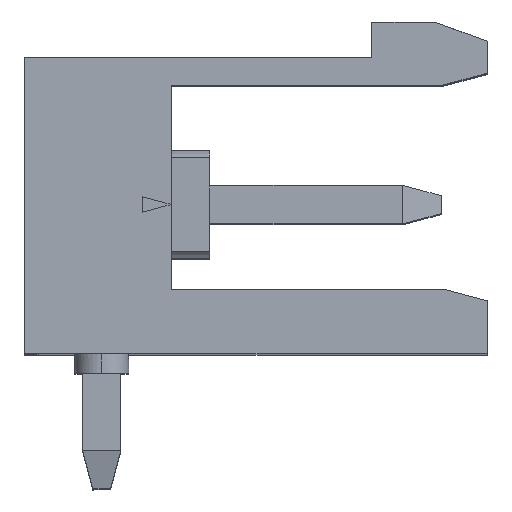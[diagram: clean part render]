
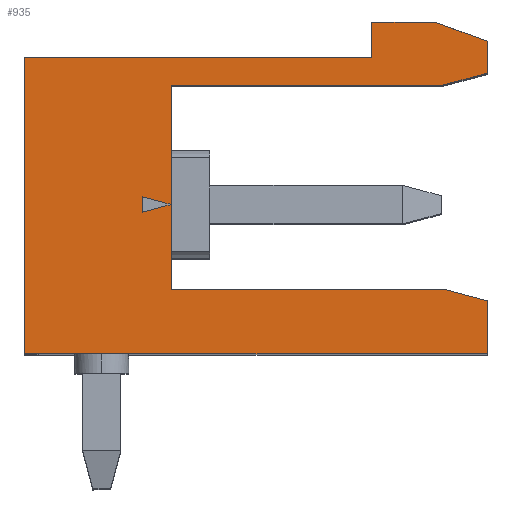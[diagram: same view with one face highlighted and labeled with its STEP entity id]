
A CAD part, top view. The second image highlights one B-rep face of the part: STEP entity #935.
In plain terms, the highlighted planar face has unit normal (0, 0, 1).
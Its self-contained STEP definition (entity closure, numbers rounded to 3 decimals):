
#11 = CARTESIAN_POINT ( 'NONE',  ( 0., 0., 0. ) ) ;
#28 = VECTOR ( 'NONE', #7946, 1000. ) ;
#178 = AXIS2_PLACEMENT_3D ( 'NONE', #6692, #5309, #6004 ) ;
#254 = VERTEX_POINT ( 'NONE', #2563 ) ;
#264 = ORIENTED_EDGE ( 'NONE', *, *, #7251, .F. ) ;
#321 = VERTEX_POINT ( 'NONE', #5986 ) ;
#352 = CARTESIAN_POINT ( 'NONE',  ( -36.627, 6.963, 0. ) ) ;
#369 = LINE ( 'NONE', #3727, #7510 ) ;
#478 = VERTEX_POINT ( 'NONE', #2687 ) ;
#529 = ORIENTED_EDGE ( 'NONE', *, *, #2782, .F. ) ;
#566 = PLANE ( 'NONE',  #178 ) ;
#698 = CARTESIAN_POINT ( 'NONE',  ( 3.05, 4.071, 0. ) ) ;
#718 = ORIENTED_EDGE ( 'NONE', *, *, #4134, .T. ) ;
#760 = CARTESIAN_POINT ( 'NONE',  ( 12., -37.773, 0. ) ) ;
#841 = ORIENTED_EDGE ( 'NONE', *, *, #1963, .T. ) ;
#867 = EDGE_CURVE ( 'NONE', #1684, #4866, #8565, .T. ) ;
#877 = VECTOR ( 'NONE', #4917, 1000. ) ;
#894 = VERTEX_POINT ( 'NONE', #2339 ) ;
#914 = CARTESIAN_POINT ( 'NONE',  ( 11.313, 8.35, 0. ) ) ;
#935 = ADVANCED_FACE ( 'NONE', ( #6183, #4343 ), #566, .T. ) ;
#1035 = VERTEX_POINT ( 'NONE', #7857 ) ;
#1060 = VECTOR ( 'NONE', #4755, 1000. ) ;
#1068 = LINE ( 'NONE', #4948, #7972 ) ;
#1087 = EDGE_CURVE ( 'NONE', #1035, #8507, #2405, .T. ) ;
#1246 = VECTOR ( 'NONE', #6973, 1000. ) ;
#1290 = VECTOR ( 'NONE', #7933, 1000. ) ;
#1381 = ORIENTED_EDGE ( 'NONE', *, *, #7153, .F. ) ;
#1590 = VECTOR ( 'NONE', #5684, 1000. ) ;
#1684 = VERTEX_POINT ( 'NONE', #5515 ) ;
#1691 = VECTOR ( 'NONE', #4360, 1000. ) ;
#1706 = EDGE_CURVE ( 'NONE', #3749, #4866, #6373, .T. ) ;
#1963 = EDGE_CURVE ( 'NONE', #6852, #894, #8123, .T. ) ;
#2074 = CARTESIAN_POINT ( 'NONE',  ( 9., 7.67, 0. ) ) ;
#2104 = VECTOR ( 'NONE', #5806, 1000. ) ;
#2327 = DIRECTION ( 'NONE',  ( 0., 1., 0. ) ) ;
#2339 = CARTESIAN_POINT ( 'NONE',  ( 3.8, 1.67, 0. ) ) ;
#2405 = LINE ( 'NONE', #8458, #4224 ) ;
#2563 = CARTESIAN_POINT ( 'NONE',  ( 9., 8.6, 0. ) ) ;
#2625 = VECTOR ( 'NONE', #7700, 1000. ) ;
#2687 = CARTESIAN_POINT ( 'NONE',  ( 3.8, 3.87, 0. ) ) ;
#2782 = EDGE_CURVE ( 'NONE', #3199, #321, #8891, .T. ) ;
#2905 = LINE ( 'NONE', #8880, #1060 ) ;
#2912 = VERTEX_POINT ( 'NONE', #7655 ) ;
#3067 = VECTOR ( 'NONE', #7145, 1000. ) ;
#3079 = LINE ( 'NONE', #760, #1246 ) ;
#3131 = CARTESIAN_POINT ( 'NONE',  ( 12., 1.37, 0. ) ) ;
#3143 = CARTESIAN_POINT ( 'NONE',  ( 3.8, -37.773, 0. ) ) ;
#3199 = VERTEX_POINT ( 'NONE', #3291 ) ;
#3291 = CARTESIAN_POINT ( 'NONE',  ( 10.626, 8.6, 0. ) ) ;
#3303 = DIRECTION ( 'NONE',  ( -0.966, -0.259, 0. ) ) ;
#3325 = CARTESIAN_POINT ( 'NONE',  ( 3.8, 3.87, 0. ) ) ;
#3438 = VECTOR ( 'NONE', #2327, 1000. ) ;
#3440 = ORIENTED_EDGE ( 'NONE', *, *, #4548, .F. ) ;
#3649 = VERTEX_POINT ( 'NONE', #11 ) ;
#3727 = CARTESIAN_POINT ( 'NONE',  ( 1.5, 0., 0. ) ) ;
#3730 = LINE ( 'NONE', #3143, #28 ) ;
#3749 = VERTEX_POINT ( 'NONE', #4373 ) ;
#3852 = ORIENTED_EDGE ( 'NONE', *, *, #1087, .T. ) ;
#3890 = EDGE_CURVE ( 'NONE', #2912, #6852, #6557, .T. ) ;
#3949 = LINE ( 'NONE', #3325, #7394 ) ;
#3978 = ORIENTED_EDGE ( 'NONE', *, *, #867, .T. ) ;
#4134 = EDGE_CURVE ( 'NONE', #8507, #478, #2905, .T. ) ;
#4224 = VECTOR ( 'NONE', #4272, 1000. ) ;
#4245 = ORIENTED_EDGE ( 'NONE', *, *, #5993, .T. ) ;
#4272 = DIRECTION ( 'NONE',  ( 0., 1., 0. ) ) ;
#4343 = FACE_OUTER_BOUND ( 'NONE', #4413, .T. ) ;
#4360 = DIRECTION ( 'NONE',  ( 1., 0., 0. ) ) ;
#4373 = CARTESIAN_POINT ( 'NONE',  ( 12., 7.275, 0. ) ) ;
#4413 = EDGE_LOOP ( 'NONE', ( #4762, #841, #4578, #3978, #8214, #8575, #529, #1381, #7290, #4245, #3440, #264, #7377 ) ) ;
#4538 = EDGE_LOOP ( 'NONE', ( #3852, #718, #7924 ) ) ;
#4548 = EDGE_CURVE ( 'NONE', #3649, #6386, #7596, .T. ) ;
#4578 = ORIENTED_EDGE ( 'NONE', *, *, #8319, .T. ) ;
#4755 = DIRECTION ( 'NONE',  ( 0.966, -0.259, 0. ) ) ;
#4762 = ORIENTED_EDGE ( 'NONE', *, *, #3890, .T. ) ;
#4866 = VERTEX_POINT ( 'NONE', #5402 ) ;
#4917 = DIRECTION ( 'NONE',  ( -0.966, -0.259, 0. ) ) ;
#4948 = CARTESIAN_POINT ( 'NONE',  ( 9., 8.6, 0. ) ) ;
#5004 = CARTESIAN_POINT ( 'NONE',  ( -36.627, 7.67, 0. ) ) ;
#5127 = CARTESIAN_POINT ( 'NONE',  ( 0., 6.8, 0. ) ) ;
#5212 = VECTOR ( 'NONE', #5727, 1000. ) ;
#5309 = DIRECTION ( 'NONE',  ( 0., 0., 1. ) ) ;
#5402 = CARTESIAN_POINT ( 'NONE',  ( 10.837, 6.963, 0. ) ) ;
#5485 = CARTESIAN_POINT ( 'NONE',  ( 10.842, 6.965, 0. ) ) ;
#5515 = CARTESIAN_POINT ( 'NONE',  ( 3.8, 6.963, 0. ) ) ;
#5628 = DIRECTION ( 'NONE',  ( 0., 1., 0. ) ) ;
#5684 = DIRECTION ( 'NONE',  ( -1., 0., 0. ) ) ;
#5727 = DIRECTION ( 'NONE',  ( 0.94, -0.342, 0. ) ) ;
#5806 = DIRECTION ( 'NONE',  ( 0., 1., 0. ) ) ;
#5918 = EDGE_CURVE ( 'NONE', #6663, #254, #1068, .T. ) ;
#5986 = CARTESIAN_POINT ( 'NONE',  ( 12., 8.1, 0. ) ) ;
#5993 = EDGE_CURVE ( 'NONE', #6663, #6386, #7093, .T. ) ;
#6004 = DIRECTION ( 'NONE',  ( 1., 0., 0. ) ) ;
#6183 = FACE_BOUND ( 'NONE', #4538, .T. ) ;
#6373 = LINE ( 'NONE', #5485, #877 ) ;
#6386 = VERTEX_POINT ( 'NONE', #8699 ) ;
#6557 = LINE ( 'NONE', #3131, #1290 ) ;
#6663 = VERTEX_POINT ( 'NONE', #2074 ) ;
#6692 = CARTESIAN_POINT ( 'NONE',  ( -36.627, -37.773, 0. ) ) ;
#6852 = VERTEX_POINT ( 'NONE', #7046 ) ;
#6973 = DIRECTION ( 'NONE',  ( 0., 1., 0. ) ) ;
#7017 = CARTESIAN_POINT ( 'NONE',  ( -36.627, 1.67, 0. ) ) ;
#7046 = CARTESIAN_POINT ( 'NONE',  ( 10.88, 1.67, 0. ) ) ;
#7093 = LINE ( 'NONE', #5004, #1590 ) ;
#7145 = DIRECTION ( 'NONE',  ( 1., 0., 0. ) ) ;
#7153 = EDGE_CURVE ( 'NONE', #254, #3199, #8836, .T. ) ;
#7251 = EDGE_CURVE ( 'NONE', #8203, #3649, #369, .T. ) ;
#7290 = ORIENTED_EDGE ( 'NONE', *, *, #5918, .F. ) ;
#7377 = ORIENTED_EDGE ( 'NONE', *, *, #7923, .T. ) ;
#7394 = VECTOR ( 'NONE', #3303, 1000. ) ;
#7510 = VECTOR ( 'NONE', #7887, 1000. ) ;
#7596 = LINE ( 'NONE', #5127, #2104 ) ;
#7610 = EDGE_CURVE ( 'NONE', #478, #1035, #3949, .T. ) ;
#7655 = CARTESIAN_POINT ( 'NONE',  ( 12., 1.37, 0. ) ) ;
#7700 = DIRECTION ( 'NONE',  ( -1., 0., 0. ) ) ;
#7857 = CARTESIAN_POINT ( 'NONE',  ( 3.05, 3.669, 0. ) ) ;
#7887 = DIRECTION ( 'NONE',  ( -1., 0., 0. ) ) ;
#7923 = EDGE_CURVE ( 'NONE', #8203, #2912, #8723, .T. ) ;
#7924 = ORIENTED_EDGE ( 'NONE', *, *, #7610, .T. ) ;
#7933 = DIRECTION ( 'NONE',  ( -0.966, 0.259, 0. ) ) ;
#7946 = DIRECTION ( 'NONE',  ( 0., 1., 0. ) ) ;
#7972 = VECTOR ( 'NONE', #5628, 1000. ) ;
#8037 = CARTESIAN_POINT ( 'NONE',  ( 12., 0., 0. ) ) ;
#8123 = LINE ( 'NONE', #7017, #2625 ) ;
#8203 = VERTEX_POINT ( 'NONE', #8037 ) ;
#8214 = ORIENTED_EDGE ( 'NONE', *, *, #1706, .F. ) ;
#8319 = EDGE_CURVE ( 'NONE', #894, #1684, #3730, .T. ) ;
#8458 = CARTESIAN_POINT ( 'NONE',  ( 3.05, -37.773, 0. ) ) ;
#8507 = VERTEX_POINT ( 'NONE', #698 ) ;
#8513 = CARTESIAN_POINT ( 'NONE',  ( 10.8, 8.6, 0. ) ) ;
#8565 = LINE ( 'NONE', #352, #3067 ) ;
#8575 = ORIENTED_EDGE ( 'NONE', *, *, #8580, .T. ) ;
#8580 = EDGE_CURVE ( 'NONE', #3749, #321, #3079, .T. ) ;
#8582 = CARTESIAN_POINT ( 'NONE',  ( 12., -37.773, 0. ) ) ;
#8699 = CARTESIAN_POINT ( 'NONE',  ( 0., 7.67, 0. ) ) ;
#8723 = LINE ( 'NONE', #8582, #3438 ) ;
#8836 = LINE ( 'NONE', #8513, #1691 ) ;
#8880 = CARTESIAN_POINT ( 'NONE',  ( 3.05, 4.071, 0. ) ) ;
#8891 = LINE ( 'NONE', #914, #5212 ) ;
